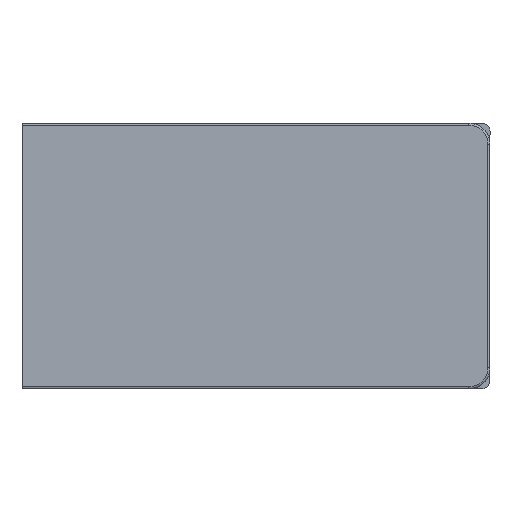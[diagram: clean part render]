
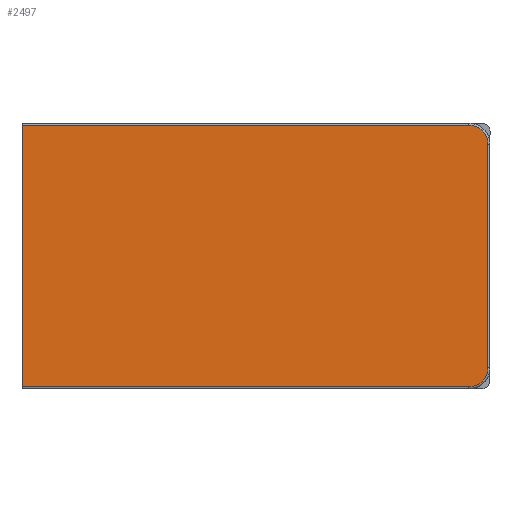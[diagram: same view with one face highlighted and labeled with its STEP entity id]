
A CAD part, front view. The second image highlights one B-rep face of the part: STEP entity #2497.
In plain terms, the highlighted planar face has unit normal (0, -1, 0).
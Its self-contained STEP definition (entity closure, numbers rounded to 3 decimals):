
#242 = CARTESIAN_POINT ( 'NONE',  ( -89.527, 0., 56.043 ) ) ;
#906 = CARTESIAN_POINT ( 'NONE',  ( 120.473, 0., 56.043 ) ) ;
#1162 = DIRECTION ( 'NONE',  ( 1., 0., 0. ) ) ;
#1265 = CARTESIAN_POINT ( 'NONE',  ( -89.527, 0., 56.043 ) ) ;
#1334 = CARTESIAN_POINT ( 'NONE',  ( -89.527, 0., 57.043 ) ) ;
#1348 = CARTESIAN_POINT ( 'NONE',  ( 120.473, 0., -66.957 ) ) ;
#1754 = VERTEX_POINT ( 'NONE', #1265 ) ;
#1787 = EDGE_CURVE ( 'NONE', #3707, #16990, #13712, .T. ) ;
#2100 = EDGE_CURVE ( 'NONE', #16990, #21608, #8187, .T. ) ;
#2298 = CARTESIAN_POINT ( 'NONE',  ( 0., 0., 0. ) ) ;
#2497 = ADVANCED_FACE ( 'NONE', ( #9184 ), #11312, .T. ) ;
#3181 = EDGE_CURVE ( 'NONE', #3707, #1754, #9793, .T. ) ;
#3427 = VECTOR ( 'NONE', #12922, 1000. ) ;
#3707 = VERTEX_POINT ( 'NONE', #18756 ) ;
#4397 = ORIENTED_EDGE ( 'NONE', *, *, #6328, .T. ) ;
#4876 = DIRECTION ( 'NONE',  ( 0., 0., -1. ) ) ;
#4921 = EDGE_CURVE ( 'NONE', #17582, #20407, #17844, .T. ) ;
#6052 = ORIENTED_EDGE ( 'NONE', *, *, #2100, .T. ) ;
#6247 = CARTESIAN_POINT ( 'NONE',  ( 120.473, 0., 47.043 ) ) ;
#6265 = ORIENTED_EDGE ( 'NONE', *, *, #1787, .T. ) ;
#6328 = EDGE_CURVE ( 'NONE', #20407, #1754, #6823, .T. ) ;
#6425 = AXIS2_PLACEMENT_3D ( 'NONE', #2298, #9078, #16019 ) ;
#6462 = ORIENTED_EDGE ( 'NONE', *, *, #16387, .T. ) ;
#6823 = LINE ( 'NONE', #242, #9271 ) ;
#7664 = EDGE_LOOP ( 'NONE', ( #13986, #6265, #6052, #6462, #11263, #4397 ) ) ;
#7893 = CARTESIAN_POINT ( 'NONE',  ( 129.473, 0., 47.043 ) ) ;
#8187 = CIRCLE ( 'NONE', #19980, 9. ) ;
#8217 = DIRECTION ( 'NONE',  ( 0., -1., 0. ) ) ;
#9078 = DIRECTION ( 'NONE',  ( 0., -1., 0. ) ) ;
#9184 = FACE_OUTER_BOUND ( 'NONE', #7664, .T. ) ;
#9271 = VECTOR ( 'NONE', #18885, 1000. ) ;
#9793 = LINE ( 'NONE', #1334, #17132 ) ;
#11026 = DIRECTION ( 'NONE',  ( 0., -1., 0. ) ) ;
#11263 = ORIENTED_EDGE ( 'NONE', *, *, #4921, .T. ) ;
#11312 = PLANE ( 'NONE',  #6425 ) ;
#12922 = DIRECTION ( 'NONE',  ( 0., 0., 1. ) ) ;
#12941 = DIRECTION ( 'NONE',  ( 0., 0., -1. ) ) ;
#13249 = CARTESIAN_POINT ( 'NONE',  ( 120.473, 0., -57.957 ) ) ;
#13712 = LINE ( 'NONE', #19908, #18898 ) ;
#13986 = ORIENTED_EDGE ( 'NONE', *, *, #3181, .F. ) ;
#15815 = CARTESIAN_POINT ( 'NONE',  ( 129.473, 0., 47.043 ) ) ;
#16019 = DIRECTION ( 'NONE',  ( 0., 0., -1. ) ) ;
#16387 = EDGE_CURVE ( 'NONE', #21608, #17582, #19750, .T. ) ;
#16494 = CARTESIAN_POINT ( 'NONE',  ( 129.473, 0., -57.957 ) ) ;
#16990 = VERTEX_POINT ( 'NONE', #1348 ) ;
#17132 = VECTOR ( 'NONE', #20615, 1000. ) ;
#17582 = VERTEX_POINT ( 'NONE', #15815 ) ;
#17844 = CIRCLE ( 'NONE', #20001, 9. ) ;
#18756 = CARTESIAN_POINT ( 'NONE',  ( -89.527, 0., -66.957 ) ) ;
#18885 = DIRECTION ( 'NONE',  ( -1., 0., 0. ) ) ;
#18898 = VECTOR ( 'NONE', #1162, 1000. ) ;
#19750 = LINE ( 'NONE', #7893, #3427 ) ;
#19908 = CARTESIAN_POINT ( 'NONE',  ( 120.473, 0., -66.957 ) ) ;
#19980 = AXIS2_PLACEMENT_3D ( 'NONE', #13249, #8217, #4876 ) ;
#20001 = AXIS2_PLACEMENT_3D ( 'NONE', #6247, #11026, #12941 ) ;
#20407 = VERTEX_POINT ( 'NONE', #906 ) ;
#20615 = DIRECTION ( 'NONE',  ( 0., 0., 1. ) ) ;
#21608 = VERTEX_POINT ( 'NONE', #16494 ) ;
